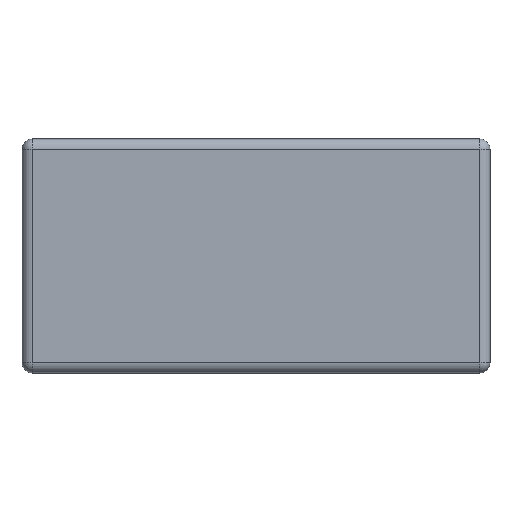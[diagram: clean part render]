
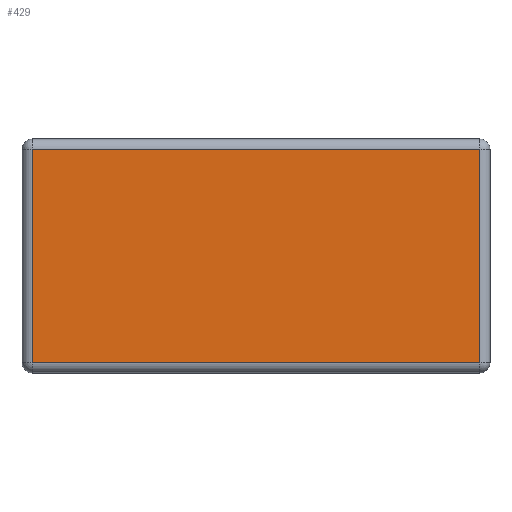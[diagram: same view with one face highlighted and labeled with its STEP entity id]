
A CAD part, top view. The second image highlights one B-rep face of the part: STEP entity #429.
In plain terms, the highlighted planar face has unit normal (0, 0, 1).
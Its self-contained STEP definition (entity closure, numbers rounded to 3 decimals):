
#23=LINE('',#736,#43);
#25=LINE('',#744,#45);
#26=LINE('',#746,#46);
#27=LINE('',#747,#47);
#43=VECTOR('',#593,86.);
#45=VECTOR('',#601,41.);
#46=VECTOR('',#602,86.);
#47=VECTOR('',#603,41.);
#66=PLANE('',#487);
#105=FACE_OUTER_BOUND('',#155,.T.);
#155=EDGE_LOOP('',(#335,#336,#337,#338));
#229=VERTEX_POINT('',#734);
#230=VERTEX_POINT('',#735);
#233=VERTEX_POINT('',#743);
#234=VERTEX_POINT('',#745);
#265=EDGE_CURVE('',#229,#230,#23,.T.);
#269=EDGE_CURVE('',#233,#229,#25,.T.);
#270=EDGE_CURVE('',#234,#233,#26,.T.);
#271=EDGE_CURVE('',#230,#234,#27,.T.);
#335=ORIENTED_EDGE('',*,*,#265,.F.);
#336=ORIENTED_EDGE('',*,*,#269,.F.);
#337=ORIENTED_EDGE('',*,*,#270,.F.);
#338=ORIENTED_EDGE('',*,*,#271,.F.);
#429=ADVANCED_FACE('',(#105),#66,.T.);
#487=AXIS2_PLACEMENT_3D('',#742,#599,#600);
#593=DIRECTION('',(1.,0.,0.));
#599=DIRECTION('center_axis',(0.,0.,1.));
#600=DIRECTION('ref_axis',(1.,0.,0.));
#601=DIRECTION('',(0.,1.,0.));
#602=DIRECTION('',(-1.,0.,0.));
#603=DIRECTION('',(0.,-1.,0.));
#734=CARTESIAN_POINT('',(-43.,20.5,2.5));
#735=CARTESIAN_POINT('',(43.,20.5,2.5));
#736=CARTESIAN_POINT('',(22.5,20.5,2.5));
#742=CARTESIAN_POINT('Origin',(0.,0.,2.5));
#743=CARTESIAN_POINT('',(-43.,-20.5,2.5));
#744=CARTESIAN_POINT('',(-43.,11.25,2.5));
#745=CARTESIAN_POINT('',(43.,-20.5,2.5));
#746=CARTESIAN_POINT('',(-22.5,-20.5,2.5));
#747=CARTESIAN_POINT('',(43.,-11.25,2.5));
